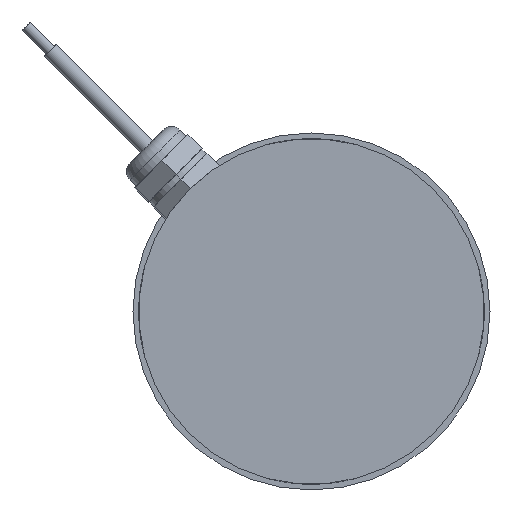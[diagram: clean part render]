
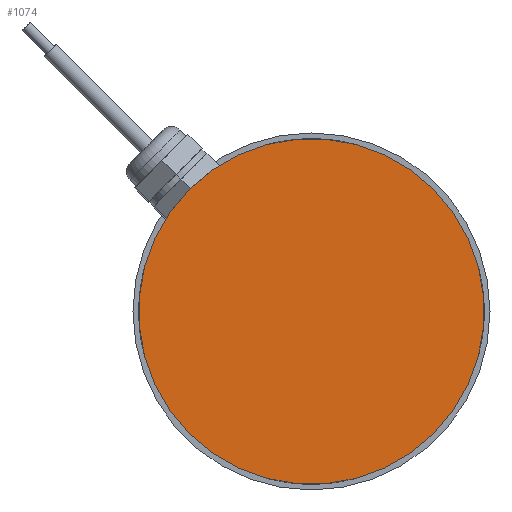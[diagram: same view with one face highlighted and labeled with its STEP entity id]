
A CAD part, left-side view. The second image highlights one B-rep face of the part: STEP entity #1074.
In plain terms, the highlighted planar face has unit normal (-1, 0, 0).
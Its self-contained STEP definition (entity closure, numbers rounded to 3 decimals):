
#236 = CIRCLE ( 'NONE', #7165, 50.8 ) ;
#529 = PLANE ( 'NONE',  #10026 ) ;
#531 = CARTESIAN_POINT ( 'NONE',  ( -196.72, -35.921, -35.921 ) ) ;
#1074 = ADVANCED_FACE ( 'NONE', ( #6200 ), #529, .F. ) ;
#1992 = DIRECTION ( 'NONE',  ( 0., 0.707, 0.707 ) ) ;
#2659 = DIRECTION ( 'NONE',  ( 1., 0., 0. ) ) ;
#2788 = CARTESIAN_POINT ( 'NONE',  ( -196.72, 35.921, 35.921 ) ) ;
#2850 = ORIENTED_EDGE ( 'NONE', *, *, #9222, .F. ) ;
#3435 = AXIS2_PLACEMENT_3D ( 'NONE', #11155, #7560, #1992 ) ;
#4175 = DIRECTION ( 'NONE',  ( 1., 0., 0. ) ) ;
#5182 = VERTEX_POINT ( 'NONE', #531 ) ;
#5370 = DIRECTION ( 'NONE',  ( 0., 0.707, 0.707 ) ) ;
#5937 = DIRECTION ( 'NONE',  ( 0., 0.707, 0.707 ) ) ;
#5996 = EDGE_CURVE ( 'NONE', #7975, #5182, #236, .T. ) ;
#6200 = FACE_OUTER_BOUND ( 'NONE', #11504, .T. ) ;
#7165 = AXIS2_PLACEMENT_3D ( 'NONE', #8977, #2659, #5370 ) ;
#7560 = DIRECTION ( 'NONE',  ( 1., 0., 0. ) ) ;
#7975 = VERTEX_POINT ( 'NONE', #2788 ) ;
#8631 = CARTESIAN_POINT ( 'NONE',  ( -196.72, 0., 0. ) ) ;
#8977 = CARTESIAN_POINT ( 'NONE',  ( -196.72, 0., 0. ) ) ;
#9222 = EDGE_CURVE ( 'NONE', #5182, #7975, #10367, .T. ) ;
#10026 = AXIS2_PLACEMENT_3D ( 'NONE', #8631, #4175, #5937 ) ;
#10367 = CIRCLE ( 'NONE', #3435, 50.8 ) ;
#11155 = CARTESIAN_POINT ( 'NONE',  ( -196.72, 0., 0. ) ) ;
#11494 = ORIENTED_EDGE ( 'NONE', *, *, #5996, .F. ) ;
#11504 = EDGE_LOOP ( 'NONE', ( #2850, #11494 ) ) ;
